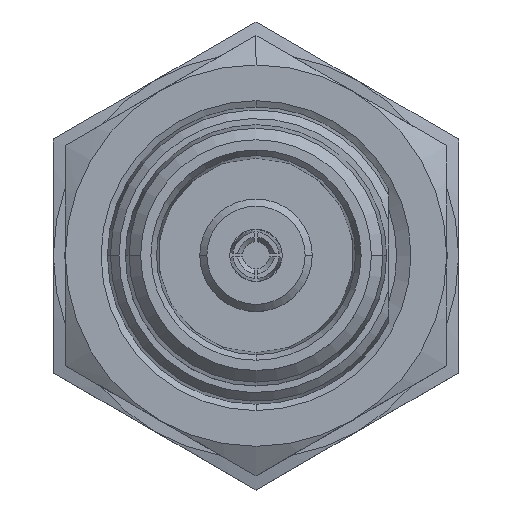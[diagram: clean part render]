
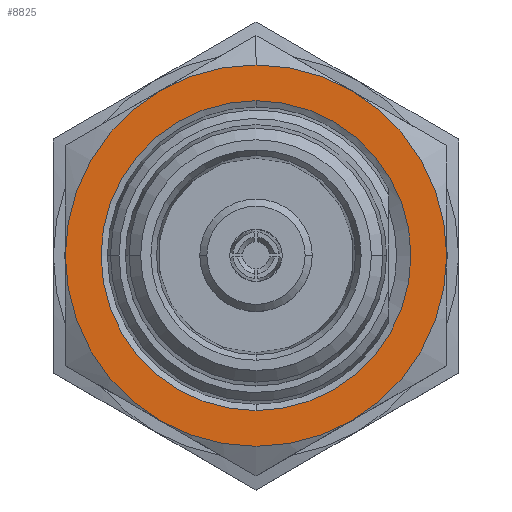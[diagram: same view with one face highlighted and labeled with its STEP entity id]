
A CAD part, top view. The second image highlights one B-rep face of the part: STEP entity #8825.
In plain terms, the highlighted planar face has unit normal (0, 0, 1).
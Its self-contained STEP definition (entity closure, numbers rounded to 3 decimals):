
#24 = AXIS2_PLACEMENT_3D ( 'NONE', #2191, #7646, #2991 ) ;
#169 = CARTESIAN_POINT ( 'NONE',  ( 0., -6.5, -12.1 ) ) ;
#430 = AXIS2_PLACEMENT_3D ( 'NONE', #815, #6232, #1589 ) ;
#498 = CARTESIAN_POINT ( 'NONE',  ( 0., 8., -12.1 ) ) ;
#514 = AXIS2_PLACEMENT_3D ( 'NONE', #6313, #1660, #7115 ) ;
#660 = ORIENTED_EDGE ( 'NONE', *, *, #900, .F. ) ;
#815 = CARTESIAN_POINT ( 'NONE',  ( 0., 0., -12.1 ) ) ;
#900 = EDGE_CURVE ( 'NONE', #9701, #7455, #932, .T. ) ;
#932 = CIRCLE ( 'NONE', #5363, 6.5 ) ;
#1006 = CARTESIAN_POINT ( 'NONE',  ( 0., 0., -12.1 ) ) ;
#1093 = DIRECTION ( 'NONE',  ( 0., 0., 1. ) ) ;
#1259 = EDGE_CURVE ( 'NONE', #3943, #3306, #5712, .T. ) ;
#1348 = EDGE_CURVE ( 'NONE', #3306, #3099, #1943, .T. ) ;
#1384 = CARTESIAN_POINT ( 'NONE',  ( -8., 0., -12.1 ) ) ;
#1425 = CARTESIAN_POINT ( 'NONE',  ( 0., 8., -12.1 ) ) ;
#1440 = EDGE_LOOP ( 'NONE', ( #4909, #3280, #5907, #4361, #2790, #3948, #6030 ) ) ;
#1465 = AXIS2_PLACEMENT_3D ( 'NONE', #1006, #6428, #1773 ) ;
#1589 = DIRECTION ( 'NONE',  ( 0., -1., 0. ) ) ;
#1627 = CARTESIAN_POINT ( 'NONE',  ( 0., 0., -12.1 ) ) ;
#1660 = DIRECTION ( 'NONE',  ( 0., 0., 1. ) ) ;
#1679 = CIRCLE ( 'NONE', #10043, 8. ) ;
#1693 = CARTESIAN_POINT ( 'NONE',  ( -4., 6.928, -12.1 ) ) ;
#1724 = DIRECTION ( 'NONE',  ( 0., 0., 1. ) ) ;
#1773 = DIRECTION ( 'NONE',  ( 0., -1., 0. ) ) ;
#1827 = AXIS2_PLACEMENT_3D ( 'NONE', #5744, #1093, #6523 ) ;
#1943 = CIRCLE ( 'NONE', #1465, 8. ) ;
#2191 = CARTESIAN_POINT ( 'NONE',  ( 0., 0., -12.1 ) ) ;
#2206 = DIRECTION ( 'NONE',  ( 0., 1., 0. ) ) ;
#2226 = CARTESIAN_POINT ( 'NONE',  ( 0., 6.5, -12.1 ) ) ;
#2406 = DIRECTION ( 'NONE',  ( 0., -1., 0. ) ) ;
#2417 = DIRECTION ( 'NONE',  ( 0., 0., 1. ) ) ;
#2473 = VERTEX_POINT ( 'NONE', #5261 ) ;
#2790 = ORIENTED_EDGE ( 'NONE', *, *, #7569, .T. ) ;
#2955 = CIRCLE ( 'NONE', #24, 8. ) ;
#2991 = DIRECTION ( 'NONE',  ( 0., -1., 0. ) ) ;
#3099 = VERTEX_POINT ( 'NONE', #1693 ) ;
#3280 = ORIENTED_EDGE ( 'NONE', *, *, #3635, .T. ) ;
#3306 = VERTEX_POINT ( 'NONE', #498 ) ;
#3308 = CARTESIAN_POINT ( 'NONE',  ( 0., 0., -12.1 ) ) ;
#3590 = FACE_OUTER_BOUND ( 'NONE', #1440, .T. ) ;
#3635 = EDGE_CURVE ( 'NONE', #7421, #3943, #8618, .T. ) ;
#3644 = AXIS2_PLACEMENT_3D ( 'NONE', #6380, #1724, #7184 ) ;
#3655 = CARTESIAN_POINT ( 'NONE',  ( 4., -6.928, -12.1 ) ) ;
#3665 = CARTESIAN_POINT ( 'NONE',  ( 4., 6.928, -12.1 ) ) ;
#3691 = EDGE_CURVE ( 'NONE', #7455, #9701, #5548, .T. ) ;
#3904 = AXIS2_PLACEMENT_3D ( 'NONE', #1425, #6875, #2206 ) ;
#3943 = VERTEX_POINT ( 'NONE', #3665 ) ;
#3948 = ORIENTED_EDGE ( 'NONE', *, *, #4163, .T. ) ;
#4054 = EDGE_CURVE ( 'NONE', #7908, #7421, #1679, .T. ) ;
#4090 = DIRECTION ( 'NONE',  ( 0., -1., 0. ) ) ;
#4163 = EDGE_CURVE ( 'NONE', #5209, #2473, #7275, .T. ) ;
#4262 = AXIS2_PLACEMENT_3D ( 'NONE', #7092, #2417, #7883 ) ;
#4361 = ORIENTED_EDGE ( 'NONE', *, *, #1348, .T. ) ;
#4909 = ORIENTED_EDGE ( 'NONE', *, *, #4054, .T. ) ;
#5209 = VERTEX_POINT ( 'NONE', #1384 ) ;
#5261 = CARTESIAN_POINT ( 'NONE',  ( -4., -6.928, -12.1 ) ) ;
#5363 = AXIS2_PLACEMENT_3D ( 'NONE', #3308, #8758, #4090 ) ;
#5548 = CIRCLE ( 'NONE', #3644, 6.5 ) ;
#5712 = CIRCLE ( 'NONE', #4262, 8. ) ;
#5744 = CARTESIAN_POINT ( 'NONE',  ( 0., 0., -12.1 ) ) ;
#5907 = ORIENTED_EDGE ( 'NONE', *, *, #1259, .T. ) ;
#6011 = ORIENTED_EDGE ( 'NONE', *, *, #3691, .F. ) ;
#6030 = ORIENTED_EDGE ( 'NONE', *, *, #9428, .T. ) ;
#6041 = PLANE ( 'NONE',  #3904 ) ;
#6232 = DIRECTION ( 'NONE',  ( 0., 0., 1. ) ) ;
#6313 = CARTESIAN_POINT ( 'NONE',  ( 0., 0., -12.1 ) ) ;
#6380 = CARTESIAN_POINT ( 'NONE',  ( 0., 0., -12.1 ) ) ;
#6428 = DIRECTION ( 'NONE',  ( 0., 0., 1. ) ) ;
#6523 = DIRECTION ( 'NONE',  ( 0., -1., 0. ) ) ;
#6875 = DIRECTION ( 'NONE',  ( 0., 0., -1. ) ) ;
#6901 = CARTESIAN_POINT ( 'NONE',  ( 8., 0., -12.1 ) ) ;
#7082 = DIRECTION ( 'NONE',  ( 0., 0., 1. ) ) ;
#7092 = CARTESIAN_POINT ( 'NONE',  ( 0., 0., -12.1 ) ) ;
#7115 = DIRECTION ( 'NONE',  ( 0., -1., 0. ) ) ;
#7184 = DIRECTION ( 'NONE',  ( 0., -1., 0. ) ) ;
#7275 = CIRCLE ( 'NONE', #1827, 8. ) ;
#7421 = VERTEX_POINT ( 'NONE', #6901 ) ;
#7455 = VERTEX_POINT ( 'NONE', #2226 ) ;
#7569 = EDGE_CURVE ( 'NONE', #3099, #5209, #9652, .T. ) ;
#7646 = DIRECTION ( 'NONE',  ( 0., 0., 1. ) ) ;
#7883 = DIRECTION ( 'NONE',  ( 0., -1., 0. ) ) ;
#7908 = VERTEX_POINT ( 'NONE', #3655 ) ;
#8618 = CIRCLE ( 'NONE', #514, 8. ) ;
#8758 = DIRECTION ( 'NONE',  ( 0., 0., 1. ) ) ;
#8825 = ADVANCED_FACE ( 'NONE', ( #9803, #3590 ), #6041, .F. ) ;
#9334 = EDGE_LOOP ( 'NONE', ( #660, #6011 ) ) ;
#9428 = EDGE_CURVE ( 'NONE', #2473, #7908, #2955, .T. ) ;
#9652 = CIRCLE ( 'NONE', #430, 8. ) ;
#9701 = VERTEX_POINT ( 'NONE', #169 ) ;
#9803 = FACE_BOUND ( 'NONE', #9334, .T. ) ;
#10043 = AXIS2_PLACEMENT_3D ( 'NONE', #1627, #7082, #2406 ) ;
